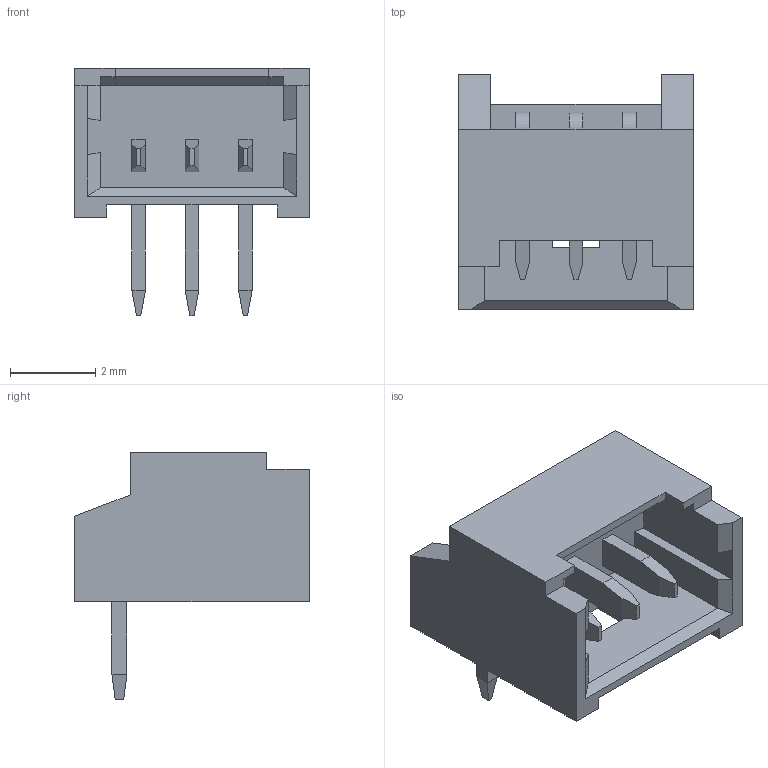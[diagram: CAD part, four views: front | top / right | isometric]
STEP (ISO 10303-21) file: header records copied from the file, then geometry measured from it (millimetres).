
FILE_DESCRIPTION(/* description */ (''),/* implementation_level */ '2;1');
FILE_NAME(/* name */ '530480310wbm000_01_214.stp',/* time_stamp */ '2021-10-22T20:44:29+05:00',/* author */ (''),/* organization */ (''),/* preprocessor_version */ 'ST-DEVELOPER v16.7',/* originating_system */ 'SIEMENS PLM Software NX 1919',/* authorisation */ '');
FILE_SCHEMA (('AUTOMOTIVE_DESIGN { 1 0 10303 214 3 1 1 1 }'));
Length unit declared in the file: millimetre
Products named in the file (1): 530480310wbm000_01
Bounding box: 5.5 x 5.5 x 5.8 mm (x, y, z)
Volume: 49.1 mm3; surface area: 183.8 mm2
Topology: 1 solids, 1 shells, 111 faces, 291 edges, 188 vertices
Faces by surface type: plane 108, cylinder 3
Entity records: 3355 total; most frequent: CARTESIAN_POINT 591, ORIENTED_EDGE 582, DIRECTION 521, EDGE_CURVE 291, LINE 285, VECTOR 285, VERTEX_POINT 188, EDGE_LOOP 119
